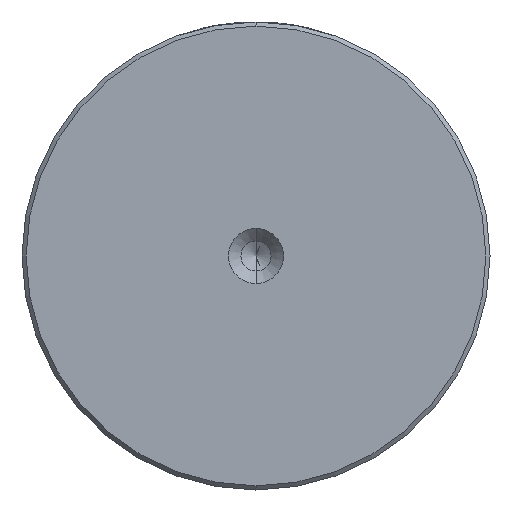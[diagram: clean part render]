
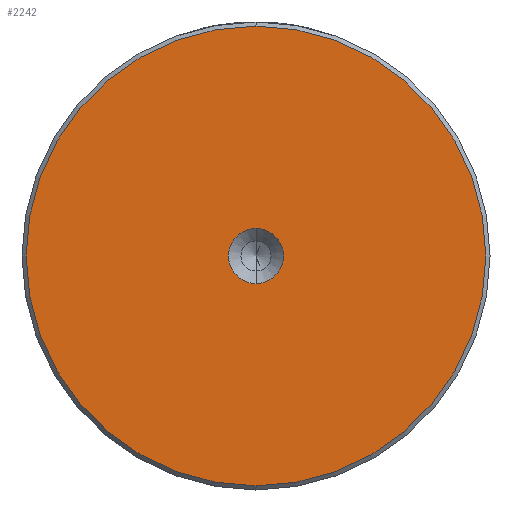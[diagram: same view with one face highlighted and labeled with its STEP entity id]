
A CAD part, left-side view. The second image highlights one B-rep face of the part: STEP entity #2242.
In plain terms, the highlighted planar face has unit normal (-1, 0, 0).
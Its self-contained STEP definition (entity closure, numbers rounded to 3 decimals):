
#47 = AXIS2_PLACEMENT_3D ( 'NONE', #1191, #2836, #1437 ) ;
#186 = DIRECTION ( 'NONE',  ( -1., 0., 0. ) ) ;
#288 = CIRCLE ( 'NONE', #2890, 27.5 ) ;
#316 = ORIENTED_EDGE ( 'NONE', *, *, #397, .T. ) ;
#330 = CIRCLE ( 'NONE', #47, 3.3 ) ;
#397 = EDGE_CURVE ( 'NONE', #2259, #2084, #2173, .T. ) ;
#419 = CARTESIAN_POINT ( 'NONE',  ( 0., 0., 0. ) ) ;
#619 = CARTESIAN_POINT ( 'NONE',  ( 0., 0., 0. ) ) ;
#670 = CARTESIAN_POINT ( 'NONE',  ( 0., 0., 3.3 ) ) ;
#817 = ORIENTED_EDGE ( 'NONE', *, *, #2149, .F. ) ;
#843 = DIRECTION ( 'NONE',  ( 0., 0., 1. ) ) ;
#857 = CARTESIAN_POINT ( 'NONE',  ( 0., 0., 0. ) ) ;
#903 = CIRCLE ( 'NONE', #2508, 3.3 ) ;
#920 = ORIENTED_EDGE ( 'NONE', *, *, #1212, .F. ) ;
#1007 = FACE_BOUND ( 'NONE', #1219, .T. ) ;
#1088 = DIRECTION ( 'NONE',  ( 0., 0., 1. ) ) ;
#1133 = PLANE ( 'NONE',  #1975 ) ;
#1191 = CARTESIAN_POINT ( 'NONE',  ( 0., 0., 0. ) ) ;
#1212 = EDGE_CURVE ( 'NONE', #2859, #2241, #330, .T. ) ;
#1219 = EDGE_LOOP ( 'NONE', ( #817, #920 ) ) ;
#1311 = ORIENTED_EDGE ( 'NONE', *, *, #1530, .T. ) ;
#1399 = CARTESIAN_POINT ( 'NONE',  ( 0., 0., 0. ) ) ;
#1437 = DIRECTION ( 'NONE',  ( 0., 0., 1. ) ) ;
#1530 = EDGE_CURVE ( 'NONE', #2084, #2259, #288, .T. ) ;
#1570 = CARTESIAN_POINT ( 'NONE',  ( 0., 0., -3.3 ) ) ;
#1615 = CARTESIAN_POINT ( 'NONE',  ( 0., 0., -27.5 ) ) ;
#1647 = FACE_OUTER_BOUND ( 'NONE', #2872, .T. ) ;
#1860 = DIRECTION ( 'NONE',  ( 0., 0., 1. ) ) ;
#1975 = AXIS2_PLACEMENT_3D ( 'NONE', #419, #186, #1860 ) ;
#2084 = VERTEX_POINT ( 'NONE', #2941 ) ;
#2149 = EDGE_CURVE ( 'NONE', #2241, #2859, #903, .T. ) ;
#2173 = CIRCLE ( 'NONE', #2659, 27.5 ) ;
#2241 = VERTEX_POINT ( 'NONE', #670 ) ;
#2242 = ADVANCED_FACE ( 'NONE', ( #1647, #1007 ), #1133, .T. ) ;
#2259 = VERTEX_POINT ( 'NONE', #1615 ) ;
#2275 = DIRECTION ( 'NONE',  ( -1., 0., 0. ) ) ;
#2507 = DIRECTION ( 'NONE',  ( -1., 0., 0. ) ) ;
#2508 = AXIS2_PLACEMENT_3D ( 'NONE', #857, #2507, #1088 ) ;
#2659 = AXIS2_PLACEMENT_3D ( 'NONE', #1399, #3022, #3006 ) ;
#2836 = DIRECTION ( 'NONE',  ( -1., 0., 0. ) ) ;
#2859 = VERTEX_POINT ( 'NONE', #1570 ) ;
#2872 = EDGE_LOOP ( 'NONE', ( #316, #1311 ) ) ;
#2890 = AXIS2_PLACEMENT_3D ( 'NONE', #619, #2275, #843 ) ;
#2941 = CARTESIAN_POINT ( 'NONE',  ( 0., 0., 27.5 ) ) ;
#3006 = DIRECTION ( 'NONE',  ( 0., 0., 1. ) ) ;
#3022 = DIRECTION ( 'NONE',  ( -1., 0., 0. ) ) ;
